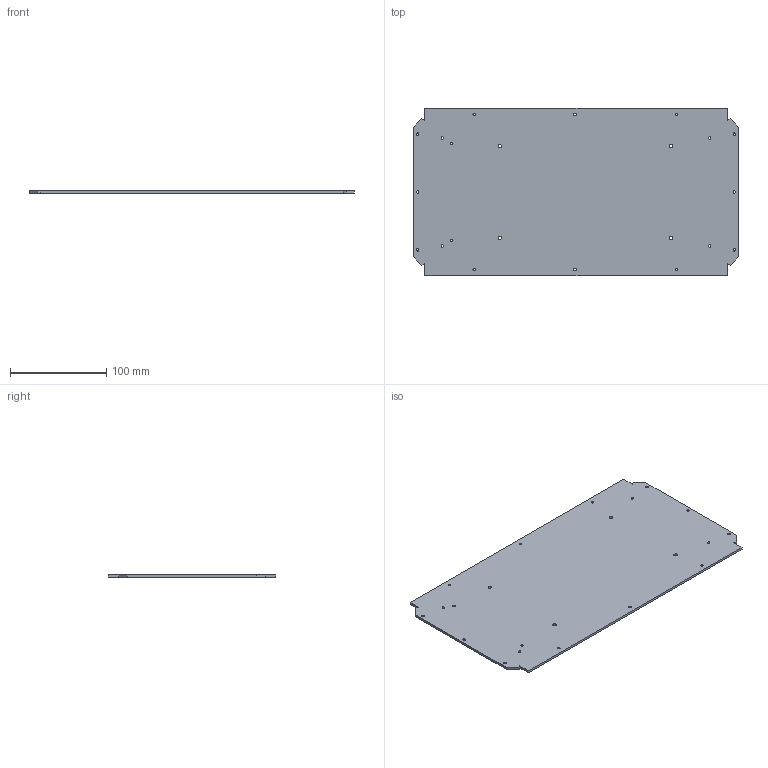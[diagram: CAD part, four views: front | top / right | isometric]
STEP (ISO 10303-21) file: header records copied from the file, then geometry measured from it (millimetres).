
Length unit declared in the file: millimetre
Products named in the file (1): Lower
Bounding box: 336.6 x 173.6 x 2.5 mm (x, y, z)
Volume: 144081.4 mm3; surface area: 118250.5 mm2
Topology: 1 solids, 1 shells, 40 faces, 114 edges, 76 vertices
Faces by surface type: cylinder 22, plane 14, bspline 4
Full cylindrical faces by diameter (mm): 2.459 x6, 2.5 x12, 3.5 x4
Entity records: 1541 total; most frequent: CARTESIAN_POINT 347, ORIENTED_EDGE 228, DIRECTION 224, EDGE_CURVE 114, EDGE_LOOP 84, AXIS2_PLACEMENT_3D 81, VERTEX_POINT 76, LINE 62
